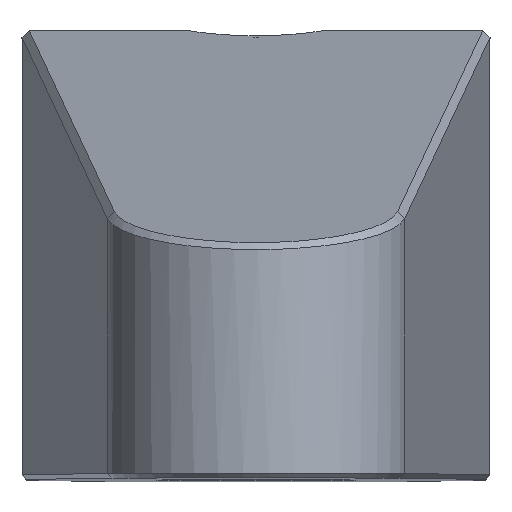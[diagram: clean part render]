
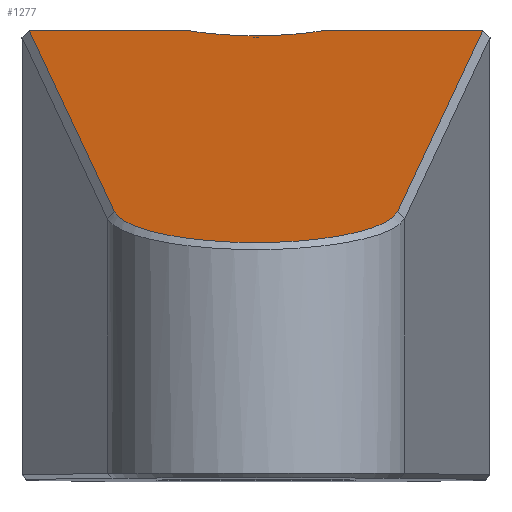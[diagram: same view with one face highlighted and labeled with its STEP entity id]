
A CAD part, top view. The second image highlights one B-rep face of the part: STEP entity #1277.
In plain terms, the highlighted planar face has unit normal (0, 0.971, 0.24).
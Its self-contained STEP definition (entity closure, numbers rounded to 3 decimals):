
#337=DIRECTION('',(-0.233,0.233,-0.944));
#338=VECTOR('',#337,0.047);
#339=CARTESIAN_POINT('',(24.24,47.989,27.045));
#340=LINE('',#339,#338);
#341=DIRECTION('',(-0.111,-0.239,0.965));
#342=VECTOR('',#341,81.774);
#343=CARTESIAN_POINT('',(24.24,47.989,27.045));
#344=LINE('',#343,#342);
#345=CARTESIAN_POINT('',(15.128,28.479,105.932));
#346=CARTESIAN_POINT('',(15.073,28.36,106.415));
#347=CARTESIAN_POINT('',(14.915,28.123,107.373));
#348=CARTESIAN_POINT('',(14.544,27.775,108.78));
#349=CARTESIAN_POINT('',(14.041,27.438,110.142));
#350=CARTESIAN_POINT('',(13.412,27.115,111.448));
#351=CARTESIAN_POINT('',(12.664,26.809,112.685));
#352=CARTESIAN_POINT('',(11.805,26.523,113.842));
#353=CARTESIAN_POINT('',(10.844,26.259,114.91));
#354=CARTESIAN_POINT('',(9.79,26.019,115.879));
#355=CARTESIAN_POINT('',(8.654,25.805,116.744));
#356=CARTESIAN_POINT('',(7.445,25.619,117.496));
#357=CARTESIAN_POINT('',(6.175,25.462,118.13));
#358=CARTESIAN_POINT('',(4.855,25.336,118.643));
#359=CARTESIAN_POINT('',(3.496,25.24,119.03));
#360=CARTESIAN_POINT('',(2.108,25.176,119.289));
#361=CARTESIAN_POINT('',(0.704,25.144,119.42));
#362=CARTESIAN_POINT('',(-0.705,25.144,119.42));
#363=CARTESIAN_POINT('',(-2.11,25.176,119.289));
#364=CARTESIAN_POINT('',(-3.497,25.24,119.03));
#365=CARTESIAN_POINT('',(-4.856,25.336,118.642));
#366=CARTESIAN_POINT('',(-6.176,25.463,118.129));
#367=CARTESIAN_POINT('',(-7.446,25.62,117.495));
#368=CARTESIAN_POINT('',(-8.655,25.806,116.743));
#369=CARTESIAN_POINT('',(-9.791,26.019,115.879));
#370=CARTESIAN_POINT('',(-10.845,26.259,114.909));
#371=CARTESIAN_POINT('',(-11.806,26.523,113.841));
#372=CARTESIAN_POINT('',(-12.665,26.809,112.684));
#373=CARTESIAN_POINT('',(-13.412,27.115,111.447));
#374=CARTESIAN_POINT('',(-14.041,27.438,110.141));
#375=CARTESIAN_POINT('',(-14.544,27.775,108.779));
#376=CARTESIAN_POINT('',(-14.915,28.123,107.372));
#377=CARTESIAN_POINT('',(-15.073,28.36,106.414));
#378=CARTESIAN_POINT('',(-15.128,28.479,105.932));
#380=DIRECTION('',(-0.111,0.239,-0.965));
#381=VECTOR('',#380,81.774);
#382=CARTESIAN_POINT('',(-15.128,28.479,105.932));
#383=LINE('',#382,#381);
#384=DIRECTION('',(-0.233,-0.233,0.944));
#385=VECTOR('',#384,0.047);
#386=CARTESIAN_POINT('',(-24.229,48.,27.));
#387=LINE('',#386,#385);
#392=DIRECTION('',(1.,0.,0.));
#393=VECTOR('',#392,16.703);
#394=CARTESIAN_POINT('',(7.526,48.,27.));
#395=LINE('',#394,#393);
#436=DIRECTION('',(1.,0.,0.));
#437=VECTOR('',#436,16.703);
#438=CARTESIAN_POINT('',(-24.229,48.,27.));
#439=LINE('',#438,#437);
#449=CARTESIAN_POINT('',(7.526,48.,27.));
#450=CARTESIAN_POINT('',(7.181,47.939,27.246));
#451=CARTESIAN_POINT('',(6.476,47.827,27.7));
#452=CARTESIAN_POINT('',(5.365,47.685,28.274));
#453=CARTESIAN_POINT('',(4.214,47.571,28.735));
#454=CARTESIAN_POINT('',(3.032,47.485,29.082));
#455=CARTESIAN_POINT('',(1.828,47.428,29.315));
#456=CARTESIAN_POINT('',(0.611,47.399,29.431));
#457=CARTESIAN_POINT('',(-0.611,47.399,29.431));
#458=CARTESIAN_POINT('',(-1.828,47.428,29.315));
#459=CARTESIAN_POINT('',(-3.032,47.485,29.082));
#460=CARTESIAN_POINT('',(-4.214,47.571,28.735));
#461=CARTESIAN_POINT('',(-5.365,47.685,28.274));
#462=CARTESIAN_POINT('',(-6.476,47.827,27.7));
#463=CARTESIAN_POINT('',(-7.181,47.939,27.246));
#464=CARTESIAN_POINT('',(-7.526,48.,27.));
#650=CARTESIAN_POINT('',(24.24,47.989,27.045));
#651=CARTESIAN_POINT('',(24.229,48.,27.));
#652=VERTEX_POINT('',#650);
#653=VERTEX_POINT('',#651);
#656=CARTESIAN_POINT('',(-15.128,28.479,105.932));
#657=CARTESIAN_POINT('',(-24.24,47.989,27.045));
#658=VERTEX_POINT('',#656);
#659=VERTEX_POINT('',#657);
#665=VERTEX_POINT('',#345);
#668=CARTESIAN_POINT('',(-24.229,48.,27.));
#669=VERTEX_POINT('',#668);
#714=CARTESIAN_POINT('',(-7.526,48.,27.));
#716=VERTEX_POINT('',#714);
#738=CARTESIAN_POINT('',(7.526,48.,27.));
#739=VERTEX_POINT('',#738);
#1258=CARTESIAN_POINT('',(-50.,0.,221.087));
#1259=DIRECTION('',(0.,-0.971,-0.24));
#1260=DIRECTION('',(0.,0.24,-0.971));
#1261=AXIS2_PLACEMENT_3D('',#1258,#1259,#1260);
#1262=PLANE('',#1261);
#1263=ORIENTED_EDGE('',*,*,#1040,.F.);
#1264=ORIENTED_EDGE('',*,*,#1058,.T.);
#1265=ORIENTED_EDGE('',*,*,#1238,.T.);
#1266=ORIENTED_EDGE('',*,*,#1249,.T.);
#1268=ORIENTED_EDGE('',*,*,#1267,.F.);
#1270=ORIENTED_EDGE('',*,*,#1269,.T.);
#1272=ORIENTED_EDGE('',*,*,#1271,.F.);
#1274=ORIENTED_EDGE('',*,*,#1273,.T.);
#1275=EDGE_LOOP('',(#1263,#1264,#1265,#1266,#1268,#1270,#1272,#1274));
#1276=FACE_OUTER_BOUND('',#1275,.F.);
#379=B_SPLINE_CURVE_WITH_KNOTS('',3,(#345,#346,#347,#348,#349,#350,#351,#352,
#353,#354,#355,#356,#357,#358,#359,#360,#361,#362,#363,#364,#365,#366,#367,#368,
#369,#370,#371,#372,#373,#374,#375,#376,#377,#378),.UNSPECIFIED.,.F.,.F.,(4,1,1,
1,1,1,1,1,1,1,1,1,1,1,1,1,1,1,1,1,1,1,1,1,1,1,1,1,1,1,1,4),(0.,
0.032,0.065,0.097,0.129,
0.161,0.194,0.226,0.258,
0.29,0.323,0.355,0.387,
0.419,0.452,0.484,0.516,
0.548,0.581,0.613,0.645,
0.677,0.71,0.742,0.774,
0.806,0.839,0.871,0.903,
0.935,0.968,1.),.UNSPECIFIED.);
#465=B_SPLINE_CURVE_WITH_KNOTS('',3,(#449,#450,#451,#452,#453,#454,#455,#456,
#457,#458,#459,#460,#461,#462,#463,#464),.UNSPECIFIED.,.F.,.F.,(4,1,1,1,1,1,1,1,
1,1,1,1,1,4),(0.,0.077,0.154,0.231,
0.308,0.385,0.462,0.538,
0.615,0.692,0.769,0.846,
0.923,1.),.UNSPECIFIED.);
#1040=EDGE_CURVE('',#652,#653,#340,.T.);
#1058=EDGE_CURVE('',#652,#665,#344,.T.);
#1238=EDGE_CURVE('',#665,#658,#379,.T.);
#1249=EDGE_CURVE('',#658,#659,#383,.T.);
#1267=EDGE_CURVE('',#669,#659,#387,.T.);
#1269=EDGE_CURVE('',#669,#716,#439,.T.);
#1271=EDGE_CURVE('',#739,#716,#465,.T.);
#1273=EDGE_CURVE('',#739,#653,#395,.T.);
#1277=ADVANCED_FACE('',(#1276),#1262,.F.);
